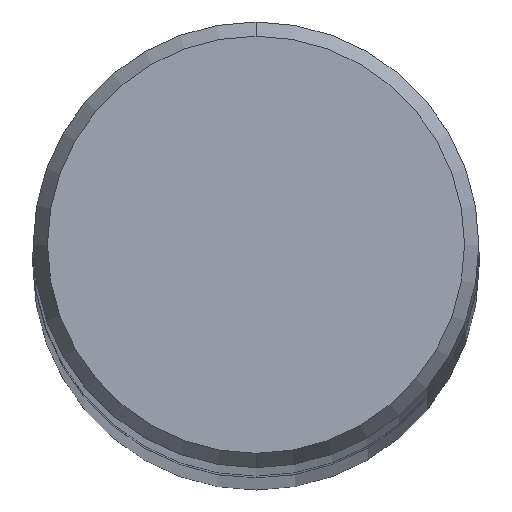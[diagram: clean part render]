
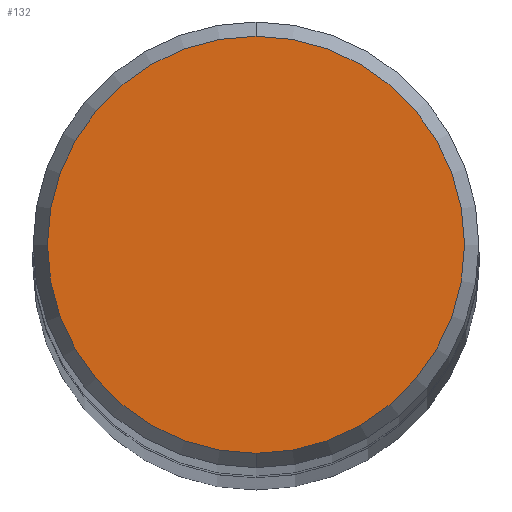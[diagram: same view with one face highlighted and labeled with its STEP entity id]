
A CAD part, top view. The second image highlights one B-rep face of the part: STEP entity #132.
In plain terms, the highlighted planar face has unit normal (0, 0, 1).
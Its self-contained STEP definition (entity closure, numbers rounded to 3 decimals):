
#106=EDGE_CURVE('',#210,#182,#253,.T.);
#126=EDGE_CURVE('',#182,#210,#275,.T.);
#132=ADVANCED_FACE('',(#281),#282,.T.);
#182=VERTEX_POINT('',#339);
#210=VERTEX_POINT('',#371);
#253=CIRCLE('',#410,3.339);
#275=CIRCLE('',#441,3.339);
#281=FACE_OUTER_BOUND('',#448,.T.);
#282=PLANE('',#449);
#339=CARTESIAN_POINT('',(0.0,3.339,0.0));
#371=CARTESIAN_POINT('',(0.,-3.339,0.0));
#410=AXIS2_PLACEMENT_3D('',#589,#590,#591);
#441=AXIS2_PLACEMENT_3D('',#617,#618,#619);
#448=EDGE_LOOP('',(#624,#625));
#449=AXIS2_PLACEMENT_3D('',#626,#627,#628);
#589=CARTESIAN_POINT('',(0.0,0.0,0.0));
#590=DIRECTION('',(0.0,0.0,-1.0));
#591=DIRECTION('',(0.0,1.0,0.0));
#617=CARTESIAN_POINT('',(0.0,0.0,0.0));
#618=DIRECTION('',(0.0,0.0,-1.0));
#619=DIRECTION('',(0.0,1.0,0.0));
#624=ORIENTED_EDGE('',*,*,#126,.F.);
#625=ORIENTED_EDGE('',*,*,#106,.F.);
#626=CARTESIAN_POINT('',(0.0,1.67,0.0));
#627=DIRECTION('',(-0.0,0.0,1.0));
#628=DIRECTION('',(0.0,-1.0,0.0));
